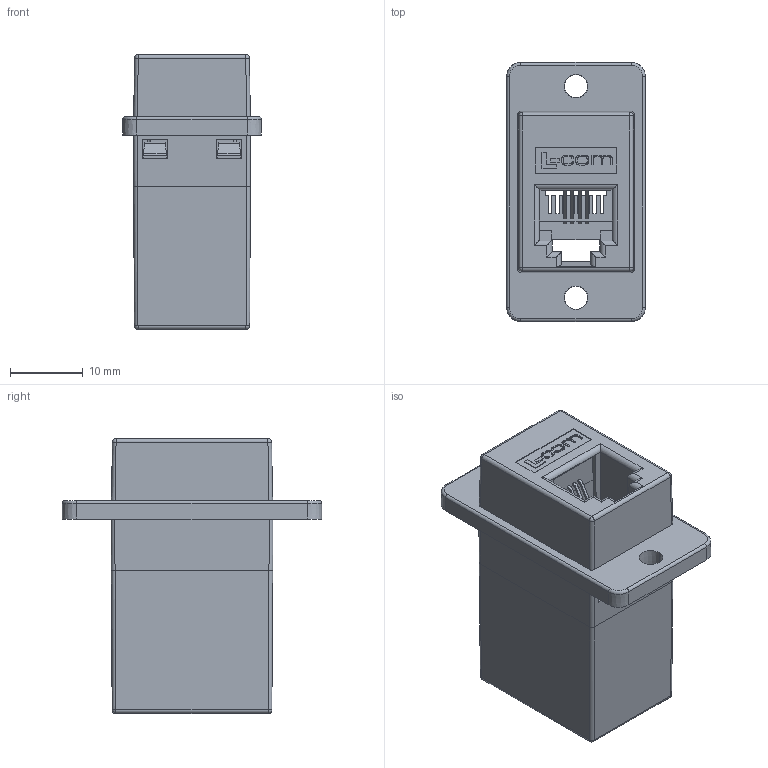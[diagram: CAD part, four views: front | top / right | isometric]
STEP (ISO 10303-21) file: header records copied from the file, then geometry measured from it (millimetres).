
FILE_DESCRIPTION (( 'STEP AP214' ), '1' );
FILE_NAME ('ECF5044S-IV_3D.STEP', '2023-05-22T18:05:41', ( '' ), ( '' ), 'SwSTEP 2.0', 'SolidWorks 2022', '' );
FILE_SCHEMA (( 'AUTOMOTIVE_DESIGN' ));
Length unit declared in the file: millimetre
Products named in the file (9): 1AG02-001_默认; 1BC01-113_1BC01-114-COPY DCE ROUTE; 1AG01-350_with flange; 1AG01-051_ECF5044C-MA1; 1AG01-351_no logo; ECF5048SK-FA1_ECF5044S-FA1; ECF5044S-IV_3D; 1AG02-002_默认; ECF5048SK-MA1_ECF5044C-MA1
Assembly tree (11 placements, depth 4):
  ECF5044S-IV_3D
    1AG01-350_with flange
    1AG01-351_no logo
    ECF5048SK-FA1_ECF5044S-FA1
      ECF5048SK-MA1_ECF5044C-MA1  x2
        1AG01-051_ECF5044C-MA1
        1AG02-002_默认
        1AG02-001_默认
      1BC01-113_1BC01-114-COPY DCE ROUTE
Bounding box: 19.05 x 35.56 x 37.7 mm (x, y, z)
Volume: 6552.3 mm3; surface area: 10839.3 mm2
Topology: 29 solids, 29 shells, 1783 faces, 4703 edges, 3044 vertices
Faces by surface type: plane 1147, bspline 306, cylinder 292, sphere 22, cone 12, torus 4
Entity records: 67673 total; most frequent: CARTESIAN_POINT 26850, ORIENTED_EDGE 8722, DIRECTION 6714, EDGE_CURVE 4361, LINE 3170, VECTOR 3170, VERTEX_POINT 2850, EDGE_LOOP 1779
